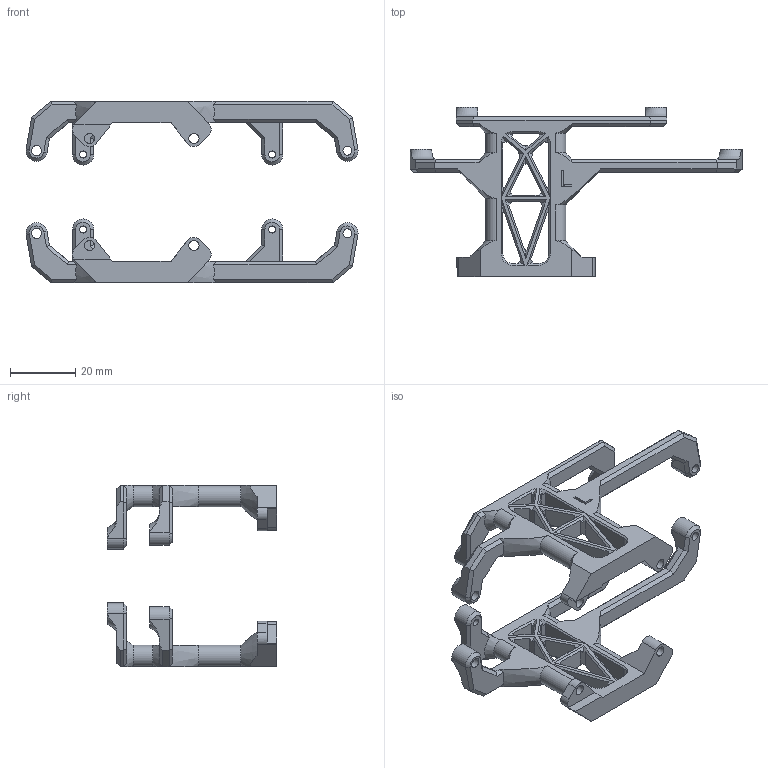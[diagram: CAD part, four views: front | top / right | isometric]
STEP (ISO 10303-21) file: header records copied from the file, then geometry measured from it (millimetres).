
FILE_DESCRIPTION(/* description */ (''),/* implementation_level */ '2;1');
FILE_NAME(/* name */ 'mounting_adapter_v2 v66.step',/* time_stamp */ '2023-04-30T21:23:57+03:00',/* author */ (''),/* organization */ (''),/* preprocessor_version */ 'ST-DEVELOPER v19.2',/* originating_system */ 'Autodesk Translation Framework v12.4.0.73',/* authorisation */ '');
FILE_SCHEMA (('AUTOMOTIVE_DESIGN { 1 0 10303 214 3 1 1 }'));
Length unit declared in the file: millimetre
Products named in the file (1): mounting_adapter_v2
Bounding box: 101.8 x 52 x 55.5 mm (x, y, z)
Volume: 21318.4 mm3; surface area: 15942.7 mm2
Topology: 2 solids, 2 shells, 470 faces, 1307 edges, 848 vertices
Faces by surface type: plane 338, cylinder 52, cone 48, bspline 24, torus 8
Full cylindrical faces by diameter (mm): 2.15 x4, 2.7 x2, 2.8 x4, 3.1 x6
Entity records: 15356 total; most frequent: CARTESIAN_POINT 3648, ORIENTED_EDGE 2614, DIRECTION 2161, EDGE_CURVE 1307, LINE 927, VECTOR 927, VERTEX_POINT 848, AXIS2_PLACEMENT_3D 617
